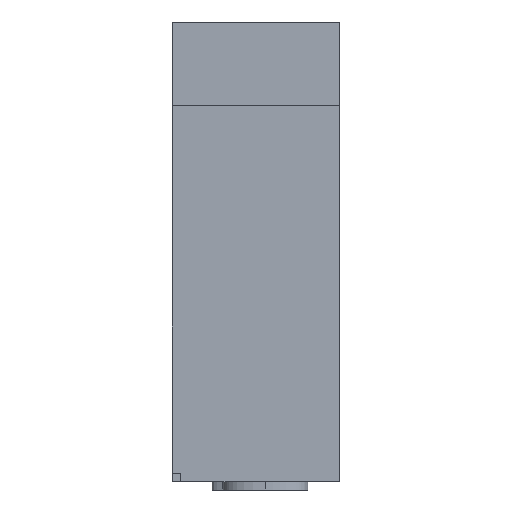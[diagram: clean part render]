
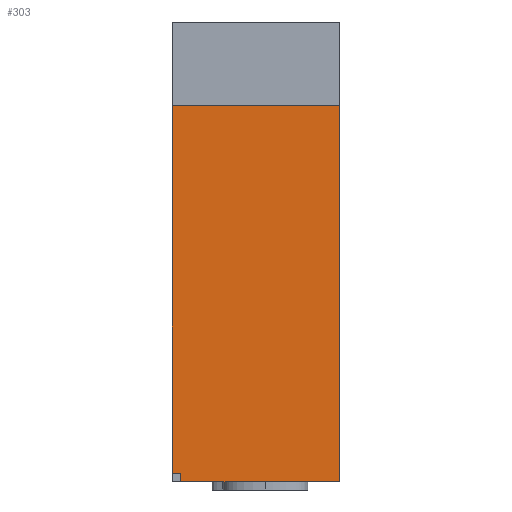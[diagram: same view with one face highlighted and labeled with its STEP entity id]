
A CAD part, front view. The second image highlights one B-rep face of the part: STEP entity #303.
In plain terms, the highlighted free-form (B-spline) face has degree [1, 1] with [2, 2] control points.
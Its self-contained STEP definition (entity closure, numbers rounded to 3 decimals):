
#72=CARTESIAN_POINT('',(20.,0.,0.));
#73=VERTEX_POINT('',#72);
#79=CARTESIAN_POINT('',(1.,0.,0.));
#80=VERTEX_POINT('',#79);
#81=CARTESIAN_POINT('',(1.,0.,0.));
#82=CARTESIAN_POINT('',(20.,0.,0.));
#83=B_SPLINE_CURVE_WITH_KNOTS('',1,(#81,#82),.POLYLINE_FORM.,.F.,.U.,(2,2),(0.05,1.),.UNSPECIFIED.);
#84=EDGE_CURVE('',#80,#73,#83,.T.);
#247=CARTESIAN_POINT('',(0.,0.,45.));
#248=VERTEX_POINT('',#247);
#254=CARTESIAN_POINT('',(20.,0.,45.));
#255=VERTEX_POINT('',#254);
#256=CARTESIAN_POINT('',(0.,0.,45.));
#257=CARTESIAN_POINT('',(20.,0.,45.));
#258=B_SPLINE_CURVE_WITH_KNOTS('',1,(#256,#257),.POLYLINE_FORM.,.F.,.U.,(2,2),(0.,1.),.UNSPECIFIED.);
#259=EDGE_CURVE('',#248,#255,#258,.T.);
#270=CARTESIAN_POINT('',(0.,0.,45.));
#271=CARTESIAN_POINT('',(20.,0.,45.));
#272=CARTESIAN_POINT('',(0.,0.,0.));
#273=CARTESIAN_POINT('',(20.,0.,0.));
#274=B_SPLINE_SURFACE_WITH_KNOTS('',1,1,((#270,#271),(#272,#273)),.PLANE_SURF.,.F.,.F.,.U.,(2,2),(2,2),(0.,1.),(0.,1.),.UNSPECIFIED.);
#275=CARTESIAN_POINT('',(0.,0.,1.));
#276=VERTEX_POINT('',#275);
#277=CARTESIAN_POINT('',(0.,0.,45.));
#278=CARTESIAN_POINT('',(0.,0.,1.));
#279=B_SPLINE_CURVE_WITH_KNOTS('',1,(#277,#278),.POLYLINE_FORM.,.F.,.U.,(2,2),(0.,0.978),.UNSPECIFIED.);
#280=EDGE_CURVE('',#248,#276,#279,.T.);
#281=ORIENTED_EDGE('',*,*,#280,.T.);
#282=CARTESIAN_POINT('',(1.,0.,1.));
#283=VERTEX_POINT('',#282);
#284=CARTESIAN_POINT('',(1.,0.,1.));
#285=CARTESIAN_POINT('',(0.,0.,1.));
#286=B_SPLINE_CURVE_WITH_KNOTS('',1,(#284,#285),.POLYLINE_FORM.,.F.,.U.,(2,2),(0.,1.),.UNSPECIFIED.);
#287=EDGE_CURVE('',#283,#276,#286,.T.);
#288=ORIENTED_EDGE('',*,*,#287,.F.);
#289=CARTESIAN_POINT('',(1.,0.,0.));
#290=CARTESIAN_POINT('',(1.,0.,1.));
#291=B_SPLINE_CURVE_WITH_KNOTS('',1,(#289,#290),.POLYLINE_FORM.,.F.,.U.,(2,2),(0.,1.),.UNSPECIFIED.);
#292=EDGE_CURVE('',#80,#283,#291,.T.);
#293=ORIENTED_EDGE('',*,*,#292,.F.);
#294=ORIENTED_EDGE('',*,*,#84,.T.);
#295=CARTESIAN_POINT('',(20.,0.,45.));
#296=CARTESIAN_POINT('',(20.,0.,0.));
#297=B_SPLINE_CURVE_WITH_KNOTS('',1,(#295,#296),.POLYLINE_FORM.,.F.,.U.,(2,2),(0.,1.),.UNSPECIFIED.);
#298=EDGE_CURVE('',#255,#73,#297,.T.);
#299=ORIENTED_EDGE('',*,*,#298,.F.);
#300=ORIENTED_EDGE('',*,*,#259,.F.);
#301=EDGE_LOOP('',(#281,#288,#293,#294,#299,#300));
#302=FACE_OUTER_BOUND('',#301,.T.);
#303=ADVANCED_FACE('',(#302),#274,.T.);
